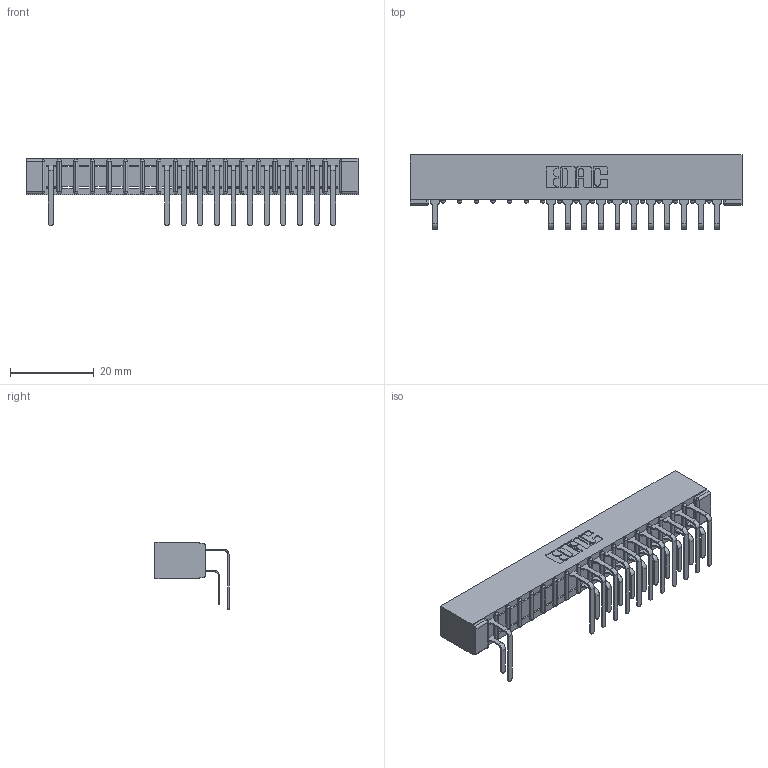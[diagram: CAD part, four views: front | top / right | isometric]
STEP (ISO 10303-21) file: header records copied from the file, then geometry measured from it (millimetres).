
FILE_DESCRIPTION (( 'STEP AP203' ), '1' );
FILE_NAME ('307-018-559-101.STEP', '2018-08-03T22:45:35', ( '' ), ( '' ), 'SwSTEP 2.0', 'SolidWorks 2016', '' );
FILE_SCHEMA (( 'CONFIG_CONTROL_DESIGN' ));
Length unit declared in the file: inch
Products named in the file (4): 307-018-559-101; 307 Part_No Mounting Lugs; 307-290-001_558 559 - 1 (Single); 307-290-001_559 - 2 (Single)
Assembly tree (24 placements, depth 2):
  307-018-559-101
    307 Part_No Mounting Lugs
    307-290-001_558 559 - 1 (Single)  x11
    307-290-001_559 - 2 (Single)  x12
Bounding box: 79.2 x 17.69 x 16.08 mm (x, y, z)
Volume: 5349.2 mm3; surface area: 9300.1 mm2
Topology: 24 solids, 24 shells, 1409 faces, 3981 edges, 2570 vertices
Faces by surface type: plane 903, cylinder 468, sphere 38
Entity records: 19719 total; most frequent: CARTESIAN_POINT 3287, ORIENTED_EDGE 3266, DIRECTION 3215, EDGE_CURVE 1633, LINE 1243, VECTOR 1243, VERTEX_POINT 1058, AXIS2_PLACEMENT_3D 986
